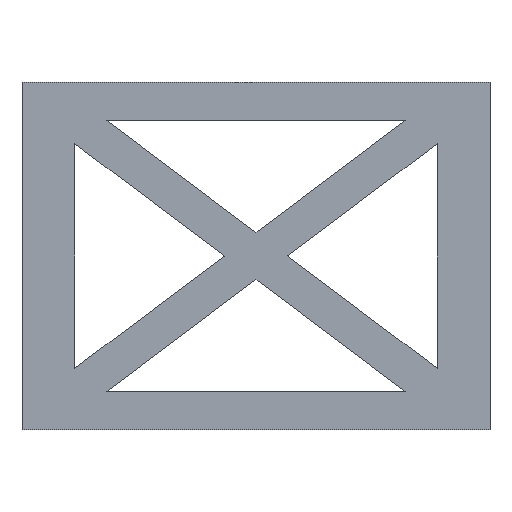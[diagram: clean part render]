
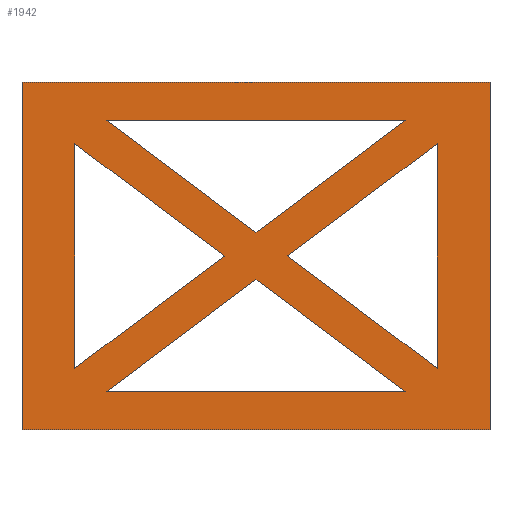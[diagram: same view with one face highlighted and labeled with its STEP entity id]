
A CAD part, front view. The second image highlights one B-rep face of the part: STEP entity #1942.
In plain terms, the highlighted planar face has unit normal (0, -1, 0).
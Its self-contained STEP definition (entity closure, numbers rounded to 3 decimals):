
#39 = ORIENTED_EDGE ( 'NONE', *, *, #2017, .F. ) ;
#63 = CARTESIAN_POINT ( 'NONE',  ( -1.5, 0., -2. ) ) ;
#96 = DIRECTION ( 'NONE',  ( -0.8, 0., -0.6 ) ) ;
#105 = DIRECTION ( 'NONE',  ( 0., 0., 1. ) ) ;
#106 = ORIENTED_EDGE ( 'NONE', *, *, #152, .T. ) ;
#126 = FACE_OUTER_BOUND ( 'NONE', #417, .T. ) ;
#152 = EDGE_CURVE ( 'NONE', #499, #1634, #811, .T. ) ;
#180 = VECTOR ( 'NONE', #1629, 1000. ) ;
#203 = CARTESIAN_POINT ( 'NONE',  ( 24., 0., -14.875 ) ) ;
#210 = CARTESIAN_POINT ( 'NONE',  ( -31., 0., 23. ) ) ;
#229 = EDGE_LOOP ( 'NONE', ( #641, #1941, #418 ) ) ;
#324 = EDGE_CURVE ( 'NONE', #2005, #1778, #673, .T. ) ;
#339 = EDGE_CURVE ( 'NONE', #1741, #1415, #1640, .T. ) ;
#388 = ORIENTED_EDGE ( 'NONE', *, *, #2142, .F. ) ;
#415 = DIRECTION ( 'NONE',  ( 0.8, 0., -0.6 ) ) ;
#417 = EDGE_LOOP ( 'NONE', ( #388, #1511, #39, #1409 ) ) ;
#418 = ORIENTED_EDGE ( 'NONE', *, *, #1920, .F. ) ;
#422 = LINE ( 'NONE', #1238, #1031 ) ;
#424 = CARTESIAN_POINT ( 'NONE',  ( 31., 0., 23. ) ) ;
#481 = CARTESIAN_POINT ( 'NONE',  ( -19.833, 0., -18. ) ) ;
#499 = VERTEX_POINT ( 'NONE', #1338 ) ;
#523 = VECTOR ( 'NONE', #415, 1000. ) ;
#527 = VECTOR ( 'NONE', #579, 1000. ) ;
#545 = VERTEX_POINT ( 'NONE', #2246 ) ;
#558 = VECTOR ( 'NONE', #1211, 1000. ) ;
#559 = CARTESIAN_POINT ( 'NONE',  ( 31., 0., 23. ) ) ;
#562 = CARTESIAN_POINT ( 'NONE',  ( -1.5, 0., -2. ) ) ;
#573 = LINE ( 'NONE', #2102, #2127 ) ;
#579 = DIRECTION ( 'NONE',  ( 0.8, 0., -0.6 ) ) ;
#599 = VERTEX_POINT ( 'NONE', #1860 ) ;
#601 = DIRECTION ( 'NONE',  ( 0., 0., -1. ) ) ;
#610 = VECTOR ( 'NONE', #105, 1000. ) ;
#616 = CARTESIAN_POINT ( 'NONE',  ( -31., 0., -23. ) ) ;
#638 = VECTOR ( 'NONE', #2263, 1000. ) ;
#641 = ORIENTED_EDGE ( 'NONE', *, *, #2178, .F. ) ;
#654 = EDGE_CURVE ( 'NONE', #1819, #499, #573, .T. ) ;
#655 = VERTEX_POINT ( 'NONE', #854 ) ;
#673 = LINE ( 'NONE', #1326, #1120 ) ;
#676 = CARTESIAN_POINT ( 'NONE',  ( 24., 0., 18. ) ) ;
#700 = ORIENTED_EDGE ( 'NONE', *, *, #2096, .T. ) ;
#734 = VECTOR ( 'NONE', #994, 1000. ) ;
#754 = CARTESIAN_POINT ( 'NONE',  ( -1.5, 0., 2. ) ) ;
#756 = VECTOR ( 'NONE', #1873, 1000. ) ;
#763 = EDGE_CURVE ( 'NONE', #655, #599, #422, .T. ) ;
#772 = ORIENTED_EDGE ( 'NONE', *, *, #1325, .F. ) ;
#777 = CARTESIAN_POINT ( 'NONE',  ( -31., 0., 23. ) ) ;
#778 = CARTESIAN_POINT ( 'NONE',  ( 0., 0., 3.125 ) ) ;
#811 = LINE ( 'NONE', #754, #1534 ) ;
#833 = CARTESIAN_POINT ( 'NONE',  ( -24., 0., 14.875 ) ) ;
#854 = CARTESIAN_POINT ( 'NONE',  ( -4.167, 0., 0. ) ) ;
#908 = CARTESIAN_POINT ( 'NONE',  ( 1.5, 0., 2. ) ) ;
#925 = VECTOR ( 'NONE', #2046, 1000. ) ;
#926 = FACE_BOUND ( 'NONE', #229, .T. ) ;
#938 = VERTEX_POINT ( 'NONE', #833 ) ;
#942 = CARTESIAN_POINT ( 'NONE',  ( 0., 0., 0. ) ) ;
#964 = VERTEX_POINT ( 'NONE', #1437 ) ;
#967 = CARTESIAN_POINT ( 'NONE',  ( 1.5, 0., 2. ) ) ;
#969 = EDGE_LOOP ( 'NONE', ( #1520, #772, #700 ) ) ;
#992 = CARTESIAN_POINT ( 'NONE',  ( -24., 0., -18. ) ) ;
#994 = DIRECTION ( 'NONE',  ( 0., 0., -1. ) ) ;
#1007 = CARTESIAN_POINT ( 'NONE',  ( 1.5, 0., -2. ) ) ;
#1023 = EDGE_LOOP ( 'NONE', ( #1757, #1110, #1910 ) ) ;
#1031 = VECTOR ( 'NONE', #1607, 1000. ) ;
#1073 = EDGE_CURVE ( 'NONE', #938, #655, #1776, .T. ) ;
#1097 = LINE ( 'NONE', #2295, #610 ) ;
#1110 = ORIENTED_EDGE ( 'NONE', *, *, #1073, .T. ) ;
#1120 = VECTOR ( 'NONE', #1531, 1000. ) ;
#1134 = VERTEX_POINT ( 'NONE', #203 ) ;
#1146 = AXIS2_PLACEMENT_3D ( 'NONE', #942, #1678, #601 ) ;
#1175 = LINE ( 'NONE', #1576, #1593 ) ;
#1182 = DIRECTION ( 'NONE',  ( -0.8, 0., -0.6 ) ) ;
#1211 = DIRECTION ( 'NONE',  ( 0., 0., -1. ) ) ;
#1238 = CARTESIAN_POINT ( 'NONE',  ( -1.5, 0., 2. ) ) ;
#1295 = FACE_BOUND ( 'NONE', #1023, .T. ) ;
#1300 = CARTESIAN_POINT ( 'NONE',  ( 24., 0., 14.875 ) ) ;
#1325 = EDGE_CURVE ( 'NONE', #2080, #1415, #1530, .T. ) ;
#1326 = CARTESIAN_POINT ( 'NONE',  ( -31., 0., 23. ) ) ;
#1338 = CARTESIAN_POINT ( 'NONE',  ( 19.833, 0., 18. ) ) ;
#1341 = LINE ( 'NONE', #424, #734 ) ;
#1409 = ORIENTED_EDGE ( 'NONE', *, *, #2119, .F. ) ;
#1411 = CARTESIAN_POINT ( 'NONE',  ( 19.833, 0., -18. ) ) ;
#1415 = VERTEX_POINT ( 'NONE', #481 ) ;
#1437 = CARTESIAN_POINT ( 'NONE',  ( 31., 0., -23. ) ) ;
#1502 = VECTOR ( 'NONE', #1182, 1000. ) ;
#1511 = ORIENTED_EDGE ( 'NONE', *, *, #324, .F. ) ;
#1520 = ORIENTED_EDGE ( 'NONE', *, *, #339, .T. ) ;
#1530 = LINE ( 'NONE', #1007, #1502 ) ;
#1531 = DIRECTION ( 'NONE',  ( 1., 0., 0. ) ) ;
#1533 = LINE ( 'NONE', #967, #523 ) ;
#1534 = VECTOR ( 'NONE', #1642, 1000. ) ;
#1558 = DIRECTION ( 'NONE',  ( 1., 0., 0. ) ) ;
#1576 = CARTESIAN_POINT ( 'NONE',  ( 1.5, 0., -2. ) ) ;
#1593 = VECTOR ( 'NONE', #96, 1000. ) ;
#1607 = DIRECTION ( 'NONE',  ( -0.8, 0., -0.6 ) ) ;
#1629 = DIRECTION ( 'NONE',  ( 0.8, 0., -0.6 ) ) ;
#1634 = VERTEX_POINT ( 'NONE', #778 ) ;
#1640 = LINE ( 'NONE', #992, #925 ) ;
#1642 = DIRECTION ( 'NONE',  ( -0.8, 0., -0.6 ) ) ;
#1670 = LINE ( 'NONE', #616, #638 ) ;
#1678 = DIRECTION ( 'NONE',  ( 0., -1., 0. ) ) ;
#1687 = ORIENTED_EDGE ( 'NONE', *, *, #654, .T. ) ;
#1695 = FACE_BOUND ( 'NONE', #1822, .T. ) ;
#1696 = CARTESIAN_POINT ( 'NONE',  ( 0., 0., -3.125 ) ) ;
#1741 = VERTEX_POINT ( 'NONE', #1411 ) ;
#1757 = ORIENTED_EDGE ( 'NONE', *, *, #2192, .T. ) ;
#1776 = LINE ( 'NONE', #562, #180 ) ;
#1778 = VERTEX_POINT ( 'NONE', #559 ) ;
#1807 = CARTESIAN_POINT ( 'NONE',  ( 4.167, 0., 0. ) ) ;
#1819 = VERTEX_POINT ( 'NONE', #2202 ) ;
#1822 = EDGE_LOOP ( 'NONE', ( #2299, #1687, #106 ) ) ;
#1824 = PLANE ( 'NONE',  #1146 ) ;
#1860 = CARTESIAN_POINT ( 'NONE',  ( -24., 0., -14.875 ) ) ;
#1873 = DIRECTION ( 'NONE',  ( 0.8, 0., -0.6 ) ) ;
#1877 = VERTEX_POINT ( 'NONE', #1807 ) ;
#1910 = ORIENTED_EDGE ( 'NONE', *, *, #763, .T. ) ;
#1920 = EDGE_CURVE ( 'NONE', #1877, #1134, #2227, .T. ) ;
#1941 = ORIENTED_EDGE ( 'NONE', *, *, #2232, .T. ) ;
#1942 = ADVANCED_FACE ( 'NONE', ( #1295, #1695, #926, #2074, #126 ), #1824, .T. ) ;
#1973 = VERTEX_POINT ( 'NONE', #1300 ) ;
#1991 = LINE ( 'NONE', #676, #558 ) ;
#2005 = VERTEX_POINT ( 'NONE', #777 ) ;
#2017 = EDGE_CURVE ( 'NONE', #545, #2005, #2253, .T. ) ;
#2046 = DIRECTION ( 'NONE',  ( -1., 0., 0. ) ) ;
#2048 = LINE ( 'NONE', #63, #756 ) ;
#2057 = EDGE_CURVE ( 'NONE', #1819, #1634, #1533, .T. ) ;
#2074 = FACE_BOUND ( 'NONE', #969, .T. ) ;
#2080 = VERTEX_POINT ( 'NONE', #1696 ) ;
#2096 = EDGE_CURVE ( 'NONE', #2080, #1741, #2048, .T. ) ;
#2102 = CARTESIAN_POINT ( 'NONE',  ( -24., 0., 18. ) ) ;
#2119 = EDGE_CURVE ( 'NONE', #964, #545, #1670, .T. ) ;
#2127 = VECTOR ( 'NONE', #1558, 1000. ) ;
#2142 = EDGE_CURVE ( 'NONE', #1778, #964, #1341, .T. ) ;
#2171 = VECTOR ( 'NONE', #2224, 1000. ) ;
#2178 = EDGE_CURVE ( 'NONE', #1973, #1877, #1175, .T. ) ;
#2192 = EDGE_CURVE ( 'NONE', #599, #938, #1097, .T. ) ;
#2202 = CARTESIAN_POINT ( 'NONE',  ( -19.833, 0., 18. ) ) ;
#2224 = DIRECTION ( 'NONE',  ( 0., 0., 1. ) ) ;
#2227 = LINE ( 'NONE', #908, #527 ) ;
#2232 = EDGE_CURVE ( 'NONE', #1973, #1134, #1991, .T. ) ;
#2246 = CARTESIAN_POINT ( 'NONE',  ( -31., 0., -23. ) ) ;
#2253 = LINE ( 'NONE', #210, #2171 ) ;
#2263 = DIRECTION ( 'NONE',  ( -1., 0., 0. ) ) ;
#2295 = CARTESIAN_POINT ( 'NONE',  ( -24., 0., 18. ) ) ;
#2299 = ORIENTED_EDGE ( 'NONE', *, *, #2057, .F. ) ;
